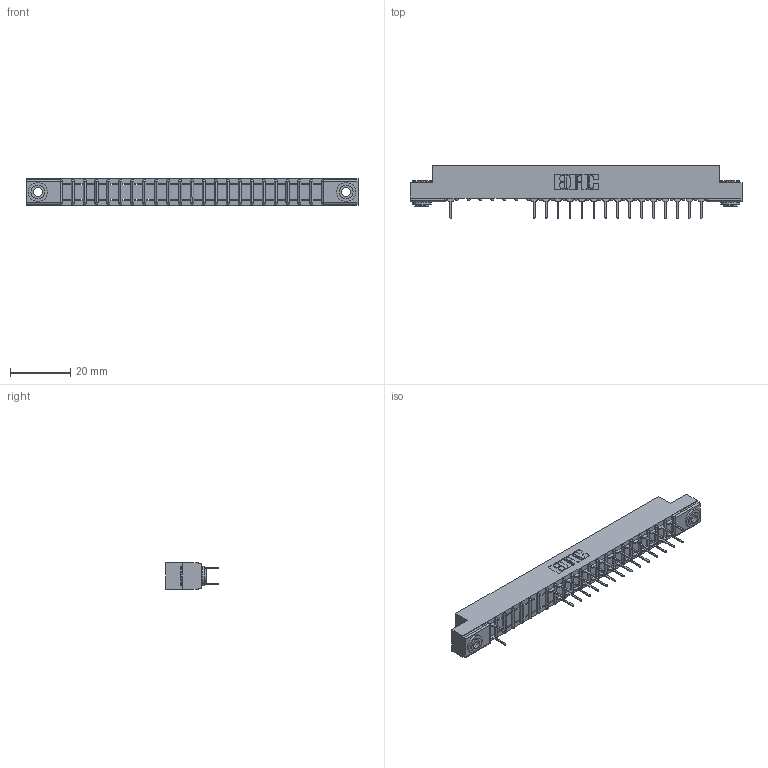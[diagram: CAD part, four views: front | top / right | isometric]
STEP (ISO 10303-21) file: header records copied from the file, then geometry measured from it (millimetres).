
FILE_DESCRIPTION (( 'STEP AP203' ), '1' );
FILE_NAME ('307-044-524-203.STEP', '2018-08-06T02:20:12', ( '' ), ( '' ), 'SwSTEP 2.0', 'SolidWorks 2016', '' );
FILE_SCHEMA (( 'CONFIG_CONTROL_DESIGN' ));
Length unit declared in the file: inch
Products named in the file (4): 307 Part_.156 Dia Mounting Holes; 307-290-001_524; 345-250-002_345-250-002-102; 307-044-524-203
Assembly tree (34 placements, depth 2):
  307-044-524-203
    307 Part_.156 Dia Mounting Holes
    307-290-001_524  x31
    345-250-002_345-250-002-102  x2
Bounding box: 110.19 x 17.42 x 8.71 mm (x, y, z)
Volume: 7030.2 mm3; surface area: 11617.6 mm2
Topology: 34 solids, 34 shells, 1749 faces, 4881 edges, 3146 vertices
Faces by surface type: plane 1133, cylinder 562, sphere 46, cone 8
Entity records: 22647 total; most frequent: CARTESIAN_POINT 3746, ORIENTED_EDGE 3714, DIRECTION 3679, EDGE_CURVE 1857, VECTOR 1409, LINE 1409, VERTEX_POINT 1202, AXIS2_PLACEMENT_3D 1135
